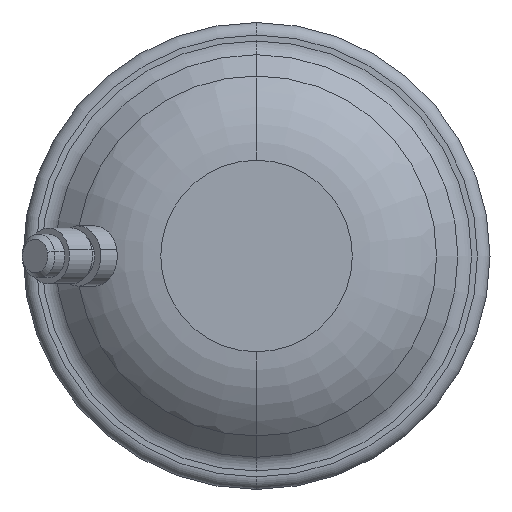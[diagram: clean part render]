
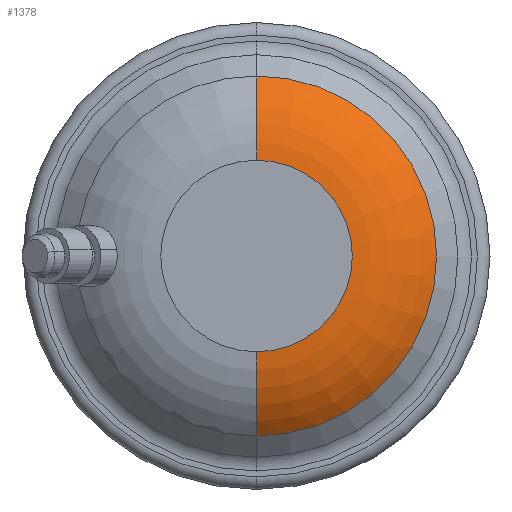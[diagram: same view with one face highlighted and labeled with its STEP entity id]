
A CAD part, left-side view. The second image highlights one B-rep face of the part: STEP entity #1378.
In plain terms, the highlighted toroidal (fillet/blend) face has major radius 18.09 mm and minor radius 26 mm.
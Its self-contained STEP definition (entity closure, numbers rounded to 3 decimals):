
#9 = DIRECTION ( 'NONE',  ( -1., 0., 0. ) ) ;
#11 = VERTEX_POINT ( 'NONE', #784 ) ;
#20 = DIRECTION ( 'NONE',  ( 1., 0., 0. ) ) ;
#40 = DIRECTION ( 'NONE',  ( 0., 0., 1. ) ) ;
#51 = DIRECTION ( 'NONE',  ( 1., 0., 0. ) ) ;
#55 = ORIENTED_EDGE ( 'NONE', *, *, #1746, .F. ) ;
#68 = CIRCLE ( 'NONE', #1199, 19.05 ) ;
#85 = AXIS2_PLACEMENT_3D ( 'NONE', #228, #51, #1578 ) ;
#150 = CARTESIAN_POINT ( 'NONE',  ( -103.982, 0., 0. ) ) ;
#155 = EDGE_CURVE ( 'NONE', #1667, #11, #68, .T. ) ;
#189 = AXIS2_PLACEMENT_3D ( 'NONE', #598, #1750, #1410 ) ;
#205 = DIRECTION ( 'NONE',  ( 0., 1., 0. ) ) ;
#207 = CARTESIAN_POINT ( 'NONE',  ( -78., 0., -18.09 ) ) ;
#211 = EDGE_CURVE ( 'NONE', #1414, #1143, #1585, .T. ) ;
#228 = CARTESIAN_POINT ( 'NONE',  ( -97.015, 0., 0. ) ) ;
#546 = DIRECTION ( 'NONE',  ( 0., -1., 0. ) ) ;
#598 = CARTESIAN_POINT ( 'NONE',  ( -78., 0., 0. ) ) ;
#609 = EDGE_LOOP ( 'NONE', ( #55, #2099, #1326, #937, #979 ) ) ;
#621 = CARTESIAN_POINT ( 'NONE',  ( -97.015, 0., 35.822 ) ) ;
#652 = DIRECTION ( 'NONE',  ( 0., 1., 0. ) ) ;
#781 = CARTESIAN_POINT ( 'NONE',  ( -97.015, 0., -35.822 ) ) ;
#784 = CARTESIAN_POINT ( 'NONE',  ( -103.982, 0., 19.05 ) ) ;
#937 = ORIENTED_EDGE ( 'NONE', *, *, #211, .T. ) ;
#979 = ORIENTED_EDGE ( 'NONE', *, *, #1321, .F. ) ;
#1013 = CIRCLE ( 'NONE', #1405, 19.05 ) ;
#1143 = VERTEX_POINT ( 'NONE', #781 ) ;
#1163 = AXIS2_PLACEMENT_3D ( 'NONE', #207, #546, #20 ) ;
#1199 = AXIS2_PLACEMENT_3D ( 'NONE', #1529, #9, #1645 ) ;
#1250 = FACE_OUTER_BOUND ( 'NONE', #609, .T. ) ;
#1321 = EDGE_CURVE ( 'NONE', #1448, #1143, #1439, .T. ) ;
#1326 = ORIENTED_EDGE ( 'NONE', *, *, #1965, .F. ) ;
#1378 = ADVANCED_FACE ( 'NONE', ( #1250 ), #2120, .T. ) ;
#1405 = AXIS2_PLACEMENT_3D ( 'NONE', #150, #1504, #652 ) ;
#1410 = DIRECTION ( 'NONE',  ( 0., 0., -1. ) ) ;
#1414 = VERTEX_POINT ( 'NONE', #2160 ) ;
#1439 = CIRCLE ( 'NONE', #85, 35.822 ) ;
#1448 = VERTEX_POINT ( 'NONE', #621 ) ;
#1504 = DIRECTION ( 'NONE',  ( -1., 0., 0. ) ) ;
#1529 = CARTESIAN_POINT ( 'NONE',  ( -103.982, 0., 0. ) ) ;
#1578 = DIRECTION ( 'NONE',  ( 0., 0., -1. ) ) ;
#1585 = CIRCLE ( 'NONE', #1163, 26. ) ;
#1638 = CIRCLE ( 'NONE', #1882, 26. ) ;
#1645 = DIRECTION ( 'NONE',  ( 0., 1., 0. ) ) ;
#1667 = VERTEX_POINT ( 'NONE', #2170 ) ;
#1719 = CARTESIAN_POINT ( 'NONE',  ( -78., 0., 18.09 ) ) ;
#1746 = EDGE_CURVE ( 'NONE', #11, #1448, #1638, .T. ) ;
#1750 = DIRECTION ( 'NONE',  ( 1., 0., 0. ) ) ;
#1882 = AXIS2_PLACEMENT_3D ( 'NONE', #1719, #205, #40 ) ;
#1965 = EDGE_CURVE ( 'NONE', #1414, #1667, #1013, .T. ) ;
#2099 = ORIENTED_EDGE ( 'NONE', *, *, #155, .F. ) ;
#2120 = TOROIDAL_SURFACE ( 'NONE', #189, 18.09, 26. ) ;
#2160 = CARTESIAN_POINT ( 'NONE',  ( -103.982, 0., -19.05 ) ) ;
#2170 = CARTESIAN_POINT ( 'NONE',  ( -103.982, -19.05, 0. ) ) ;
